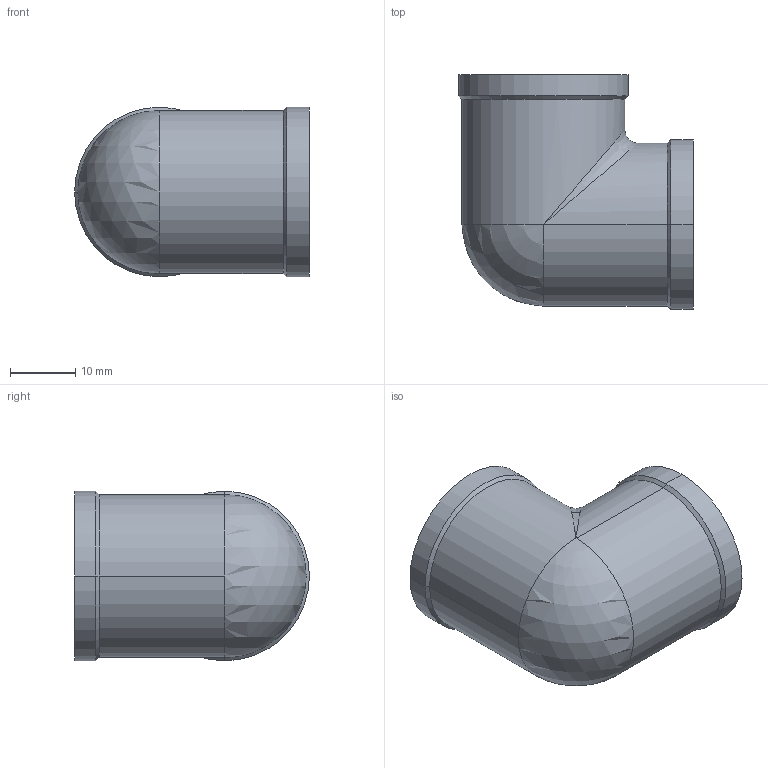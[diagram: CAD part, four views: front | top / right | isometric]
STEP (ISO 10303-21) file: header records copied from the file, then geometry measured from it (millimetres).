
FILE_DESCRIPTION (( 'STEP AP203' ), '1' );
FILE_NAME ('VTr.090.STEP', '2018-05-29T05:30:10', ( 'User' ), ( '' ), 'SwSTEP 2.0', 'SolidWorks 2017', '' );
FILE_SCHEMA (( 'CONFIG_CONTROL_DESIGN' ));
Length unit declared in the file: millimetre
Products named in the file (1): VTr.090
Bounding box: 36 x 36 x 26 mm (x, y, z)
Volume: 9390.1 mm3; surface area: 7655.5 mm2
Topology: 1 solids, 1 shells, 59 faces, 163 edges, 100 vertices
Faces by surface type: cylinder 36, cone 10, bspline 7, plane 4, sphere 2
Entity records: 4795 total; most frequent: CARTESIAN_POINT 3495, ORIENTED_EDGE 314, DIRECTION 204, EDGE_CURVE 157, VERTEX_POINT 100, AXIS2_PLACEMENT_3D 79, EDGE_LOOP 61, ADVANCED_FACE 59
